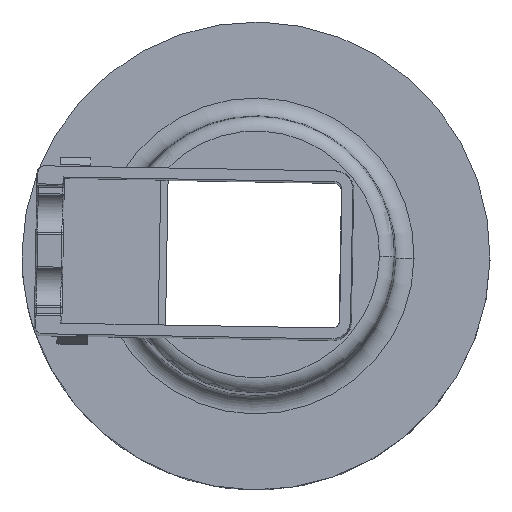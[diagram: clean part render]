
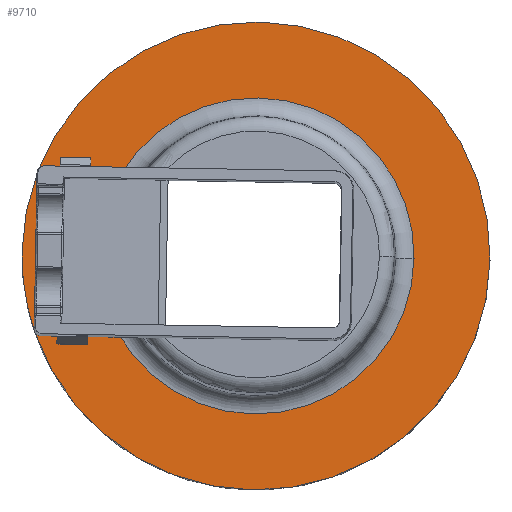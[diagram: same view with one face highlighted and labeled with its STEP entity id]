
A CAD part, top view. The second image highlights one B-rep face of the part: STEP entity #9710.
In plain terms, the highlighted face is planar.
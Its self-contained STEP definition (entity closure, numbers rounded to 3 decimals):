
#3570=CARTESIAN_POINT('',(88.553,5.05,
-771.6));
#3580=VERTEX_POINT('',#3570);
#3610=CARTESIAN_POINT('',(120.553,5.05,
-771.6));
#3620=DIRECTION('',(0.,1.,0.));
#3630=DIRECTION('',(-1.,0.,0.));
#3640=AXIS2_PLACEMENT_3D('',#3610,#3620,#3630);
#3650=CIRCLE('',#3640,32.);
#3660=CARTESIAN_POINT('',(90.553,5.05,
-782.735));
#3670=VERTEX_POINT('',#3660);
#3680=EDGE_CURVE('',#3670,#3580,#3650,.T.);
#3700=CARTESIAN_POINT('',(152.553,5.05,
-771.6));
#3710=VERTEX_POINT('',#3700);
#3720=EDGE_CURVE('',#3710,#3670,#3650,.T.);
#9450=CARTESIAN_POINT('',(135.841,5.05,
-763.425));
#9460=DIRECTION('',(0.,1.,0.));
#9470=DIRECTION('',(-1.,0.,0.));
#9480=AXIS2_PLACEMENT_3D('',#9450,#9460,#9470);
#9490=PLANE('',#9480);
#9500=CARTESIAN_POINT('',(120.553,5.05,
-771.6));
#9510=DIRECTION('',(0.,1.,0.));
#9520=DIRECTION('',(1.,0.,0.));
#9530=AXIS2_PLACEMENT_3D('',#9500,#9510,#9520);
#9540=CIRCLE('',#9530,21.613);
#9550=CARTESIAN_POINT('',(142.166,5.05,
-771.6));
#9560=VERTEX_POINT('',#9550);
#9570=CARTESIAN_POINT('',(98.94,5.05,
-771.6));
#9580=VERTEX_POINT('',#9570);
#9590=EDGE_CURVE('',#9560,#9580,#9540,.T.);
#9600=ORIENTED_EDGE('',*,*,#9590,.T.);
#9610=EDGE_CURVE('',#9580,#9560,#9540,.T.);
#9620=ORIENTED_EDGE('',*,*,#9610,.T.);
#9630=EDGE_LOOP('',(#9620,#9600));
#9640=FACE_BOUND('',#9630,.T.);
#9650=ORIENTED_EDGE('',*,*,#3680,.F.);
#9660=EDGE_CURVE('',#3580,#3710,#3650,.T.);
#9670=ORIENTED_EDGE('',*,*,#9660,.F.);
#9680=ORIENTED_EDGE('',*,*,#3720,.F.);
#9690=EDGE_LOOP('',(#9680,#9670,#9650));
#9700=FACE_OUTER_BOUND('',#9690,.T.);
#9710=ADVANCED_FACE('',(#9640,#9700),#9490,.F.);
